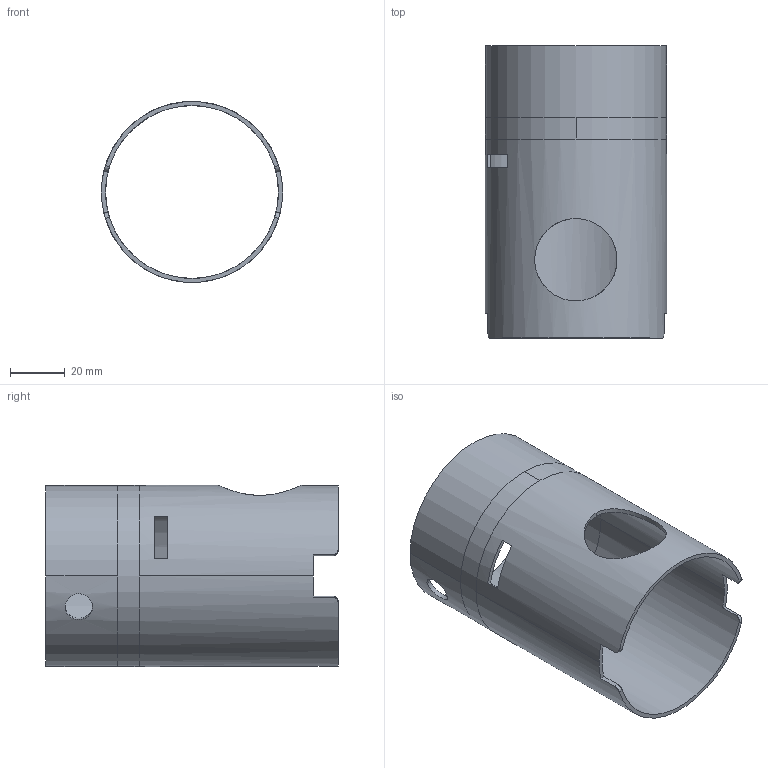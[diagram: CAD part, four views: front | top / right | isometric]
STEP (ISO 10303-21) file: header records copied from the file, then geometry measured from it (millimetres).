
FILE_DESCRIPTION(/* description */ ('VariCAD 2022-1.06 AP-214'),/* implementation_level */ '2;1');
FILE_NAME(/* name */ 'cover.stp',/* time_stamp */ '2022-05-30T19:42:21+01:00',/* author */ (''),/* organization */ (''),/* preprocessor_version */ 'VariCAD 2022-1.06',/* originating_system */ 'VariCAD 2022-1.06; kernel version (20180118)',/* authorisation */ '');
FILE_SCHEMA(('AUTOMOTIVE_DESIGN'));
Length unit declared in the file: millimetre
Products named in the file (4): cover
Assembly tree (3 placements, depth 2):
  cover
    (unnamed)
    (unnamed)
    (unnamed)
Bounding box: 66 x 106.5 x 66 mm (x, y, z)
Volume: 30616.4 mm3; surface area: 42959.3 mm2
Topology: 3 solids, 3 shells, 37 faces, 96 edges, 64 vertices
Faces by surface type: cylinder 20, plane 17
Entity records: 1705 total; most frequent: CARTESIAN_POINT 427, DIRECTION 210, ORIENTED_EDGE 192, EDGE_CURVE 96, AXIS2_PLACEMENT_3D 83, VERTEX_POINT 64, EDGE_LOOP 48, LINE 44
